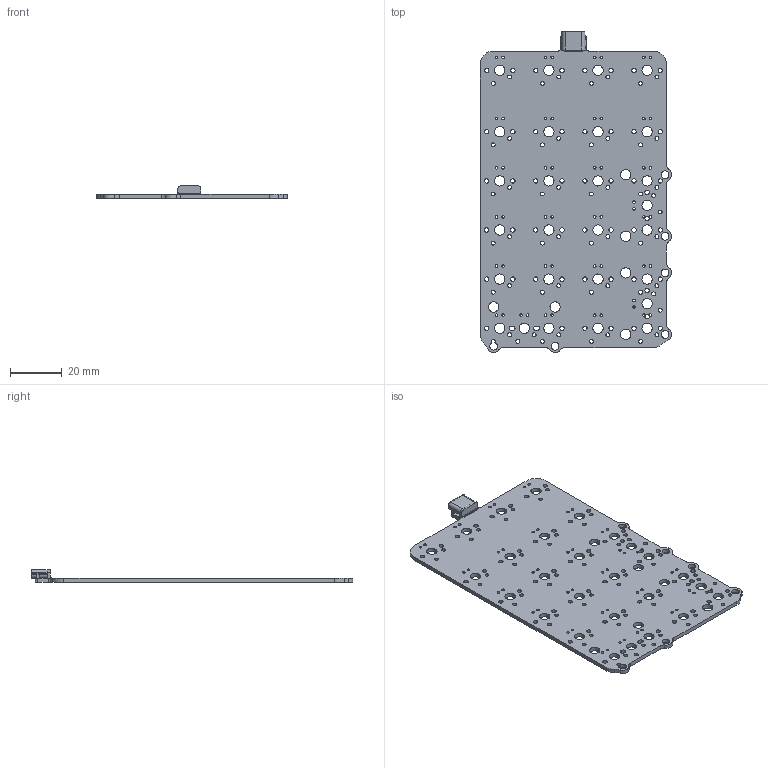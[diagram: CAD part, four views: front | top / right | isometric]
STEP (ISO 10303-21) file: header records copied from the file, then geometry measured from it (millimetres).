
FILE_DESCRIPTION(/* description */ (''),/* implementation_level */ '2;1');
FILE_NAME(/* name */ 'Dephine.step',/* time_stamp */ '2020-06-11T14:57:22+07:00',/* author */ (''),/* organization */ (''),/* preprocessor_version */ 'ST-DEVELOPER v18.1',/* originating_system */ 'Autodesk Translation Framework v9.3.0.1241',/* authorisation */ '');
FILE_SCHEMA (('AUTOMOTIVE_DESIGN { 1 0 10303 214 3 1 1 }'));
Length unit declared in the file: millimetre
Products named in the file (3): Dephine; HRO-TYPE-C-31-M-12 v2; Plastic
Assembly tree (2 placements, depth 3):
  Dephine
    HRO-TYPE-C-31-M-12 v2
      Plastic
Bounding box: 74.13 x 124.66 x 4.85 mm (x, y, z)
Volume: 12365.9 mm3; surface area: 18301.7 mm2
Topology: 4 solids, 4 shells, 421 faces, 1191 edges, 780 vertices
Faces by surface type: cylinder 259, plane 152, cone 10
Full cylindrical faces by diameter (mm): 0.5 x2, 0.65 x2, 1 x54, 1.5 x53, 1.7 x50, 3 x5, 4 x33
Entity records: 14860 total; most frequent: DIRECTION 2587, CARTESIAN_POINT 2397, ORIENTED_EDGE 2382, EDGE_CURVE 1191, AXIS2_PLACEMENT_3D 970, EDGE_LOOP 831, VERTEX_POINT 780, LINE 647
